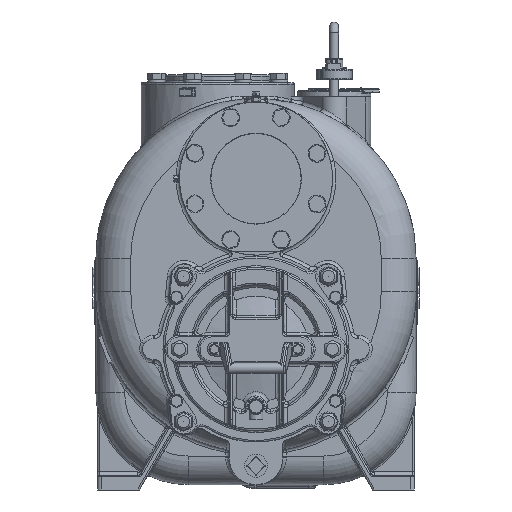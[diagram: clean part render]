
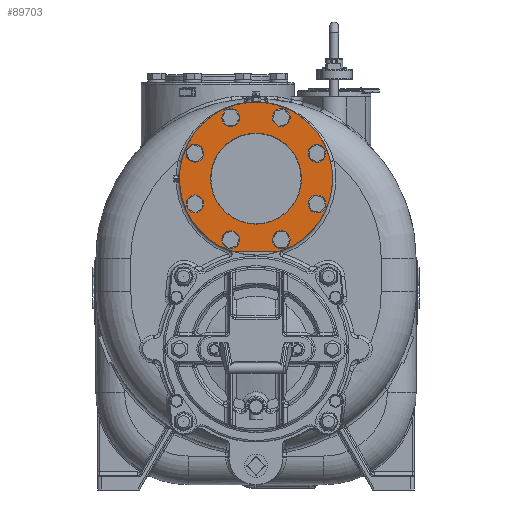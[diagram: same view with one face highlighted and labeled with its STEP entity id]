
A CAD part, front view. The second image highlights one B-rep face of the part: STEP entity #89703.
In plain terms, the highlighted planar face has unit normal (0, -1, 0).
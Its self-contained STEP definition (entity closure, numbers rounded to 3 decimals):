
#3979=CIRCLE('',#94629,83.007);
#3980=CIRCLE('',#94631,16.142);
#3981=CIRCLE('',#94633,16.142);
#3982=CIRCLE('',#94635,16.142);
#3983=CIRCLE('',#94637,16.142);
#3984=CIRCLE('',#94639,16.142);
#3985=CIRCLE('',#94641,16.142);
#3986=CIRCLE('',#94643,16.142);
#3987=CIRCLE('',#94645,16.142);
#4126=CIRCLE('',#94853,139.7);
#8651=LINE('',#133494,#13444);
#13444=VECTOR('',#107195,1000.);
#23975=ORIENTED_EDGE('',*,*,#38278,.F.);
#23976=ORIENTED_EDGE('',*,*,#38277,.F.);
#23977=ORIENTED_EDGE('',*,*,#38276,.F.);
#23978=ORIENTED_EDGE('',*,*,#38275,.F.);
#23979=ORIENTED_EDGE('',*,*,#38274,.F.);
#23980=ORIENTED_EDGE('',*,*,#38273,.F.);
#23981=ORIENTED_EDGE('',*,*,#38272,.F.);
#23982=ORIENTED_EDGE('',*,*,#38271,.F.);
#23983=ORIENTED_EDGE('',*,*,#38270,.F.);
#23984=ORIENTED_EDGE('',*,*,#38469,.T.);
#23985=ORIENTED_EDGE('',*,*,#38470,.T.);
#38270=EDGE_CURVE('',#46044,#46044,#3979,.F.);
#38271=EDGE_CURVE('',#46045,#46045,#3980,.F.);
#38272=EDGE_CURVE('',#46046,#46046,#3981,.F.);
#38273=EDGE_CURVE('',#46047,#46047,#3982,.F.);
#38274=EDGE_CURVE('',#46048,#46048,#3983,.F.);
#38275=EDGE_CURVE('',#46049,#46049,#3984,.F.);
#38276=EDGE_CURVE('',#46050,#46050,#3985,.F.);
#38277=EDGE_CURVE('',#46051,#46051,#3986,.F.);
#38278=EDGE_CURVE('',#46052,#46052,#3987,.T.);
#38469=EDGE_CURVE('',#46148,#46149,#8651,.T.);
#38470=EDGE_CURVE('',#46149,#46148,#4126,.T.);
#46044=VERTEX_POINT('',#132267);
#46045=VERTEX_POINT('',#132270);
#46046=VERTEX_POINT('',#132273);
#46047=VERTEX_POINT('',#132276);
#46048=VERTEX_POINT('',#132279);
#46049=VERTEX_POINT('',#132282);
#46050=VERTEX_POINT('',#132285);
#46051=VERTEX_POINT('',#132288);
#46052=VERTEX_POINT('',#132291);
#46148=VERTEX_POINT('',#133495);
#46149=VERTEX_POINT('',#133496);
#51567=EDGE_LOOP('',(#23975));
#51568=EDGE_LOOP('',(#23976));
#51569=EDGE_LOOP('',(#23977));
#51570=EDGE_LOOP('',(#23978));
#51571=EDGE_LOOP('',(#23979));
#51572=EDGE_LOOP('',(#23980));
#51573=EDGE_LOOP('',(#23981));
#51574=EDGE_LOOP('',(#23982));
#51575=EDGE_LOOP('',(#23983));
#51576=EDGE_LOOP('',(#23984,#23985));
#56043=FACE_BOUND('',#51567,.T.);
#56044=FACE_BOUND('',#51568,.T.);
#56045=FACE_BOUND('',#51569,.T.);
#56046=FACE_BOUND('',#51570,.T.);
#56047=FACE_BOUND('',#51571,.T.);
#56048=FACE_BOUND('',#51572,.T.);
#56049=FACE_BOUND('',#51573,.T.);
#56050=FACE_BOUND('',#51574,.T.);
#56051=FACE_BOUND('',#51575,.T.);
#56052=FACE_BOUND('',#51576,.T.);
#59623=PLANE('',#94852);
#89703=ADVANCED_FACE('',(#56043,#56044,#56045,#56046,#56047,#56048,#56049,
#56050,#56051,#56052),#59623,.F.);
#94629=AXIS2_PLACEMENT_3D('',#132266,#106722,#106723);
#94631=AXIS2_PLACEMENT_3D('',#132269,#106726,#106727);
#94633=AXIS2_PLACEMENT_3D('',#132272,#106730,#106731);
#94635=AXIS2_PLACEMENT_3D('',#132275,#106734,#106735);
#94637=AXIS2_PLACEMENT_3D('',#132278,#106738,#106739);
#94639=AXIS2_PLACEMENT_3D('',#132281,#106742,#106743);
#94641=AXIS2_PLACEMENT_3D('',#132284,#106746,#106747);
#94643=AXIS2_PLACEMENT_3D('',#132287,#106750,#106751);
#94645=AXIS2_PLACEMENT_3D('',#132290,#106754,#106755);
#94852=AXIS2_PLACEMENT_3D('',#133493,#107193,#107194);
#94853=AXIS2_PLACEMENT_3D('',#133497,#107196,#107197);
#106722=DIRECTION('',(0.,1.,0.));
#106723=DIRECTION('',(0.,0.,1.));
#106726=DIRECTION('',(0.,1.,0.));
#106727=DIRECTION('',(0.,0.,1.));
#106730=DIRECTION('',(0.,1.,0.));
#106731=DIRECTION('',(0.,0.,1.));
#106734=DIRECTION('',(0.,1.,0.));
#106735=DIRECTION('',(0.,0.,1.));
#106738=DIRECTION('',(0.,1.,0.));
#106739=DIRECTION('',(0.,0.,1.));
#106742=DIRECTION('',(0.,1.,0.));
#106743=DIRECTION('',(0.,0.,1.));
#106746=DIRECTION('',(0.,1.,0.));
#106747=DIRECTION('',(0.,0.,1.));
#106750=DIRECTION('',(0.,1.,0.));
#106751=DIRECTION('',(0.,0.,1.));
#106754=DIRECTION('',(0.,-1.,0.));
#106755=DIRECTION('',(-0.707,0.,0.707));
#107193=DIRECTION('',(0.,1.,0.));
#107194=DIRECTION('',(0.,0.,1.));
#107195=DIRECTION('',(1.,0.,0.));
#107196=DIRECTION('',(0.,-1.,0.));
#107197=DIRECTION('',(0.,0.,-1.));
#132266=CARTESIAN_POINT('',(0.,-267.614,311.15));
#132267=CARTESIAN_POINT('',(0.,-267.614,394.157));
#132269=CARTESIAN_POINT('',(46.171,-267.614,422.616));
#132270=CARTESIAN_POINT('',(46.171,-267.614,438.758));
#132272=CARTESIAN_POINT('',(-46.171,-267.614,422.616));
#132273=CARTESIAN_POINT('',(-46.171,-267.614,438.758));
#132275=CARTESIAN_POINT('',(46.171,-267.614,199.684));
#132276=CARTESIAN_POINT('',(46.171,-267.614,215.826));
#132278=CARTESIAN_POINT('',(-111.466,-267.614,357.321));
#132279=CARTESIAN_POINT('',(-111.466,-267.614,373.462));
#132281=CARTESIAN_POINT('',(-111.466,-267.614,264.979));
#132282=CARTESIAN_POINT('',(-111.466,-267.614,281.121));
#132284=CARTESIAN_POINT('',(111.466,-267.614,264.979));
#132285=CARTESIAN_POINT('',(111.466,-267.614,281.121));
#132287=CARTESIAN_POINT('',(111.466,-267.614,357.321));
#132288=CARTESIAN_POINT('',(111.466,-267.614,373.462));
#132290=CARTESIAN_POINT('',(-46.171,-267.614,199.684));
#132291=CARTESIAN_POINT('',(-57.585,-267.614,211.098));
#133493=CARTESIAN_POINT('',(0.,-267.614,450.85));
#133494=CARTESIAN_POINT('',(-41.64,-267.614,177.8));
#133495=CARTESIAN_POINT('',(-41.64,-267.614,177.8));
#133496=CARTESIAN_POINT('',(41.64,-267.614,177.8));
#133497=CARTESIAN_POINT('',(0.,-267.614,311.15));
